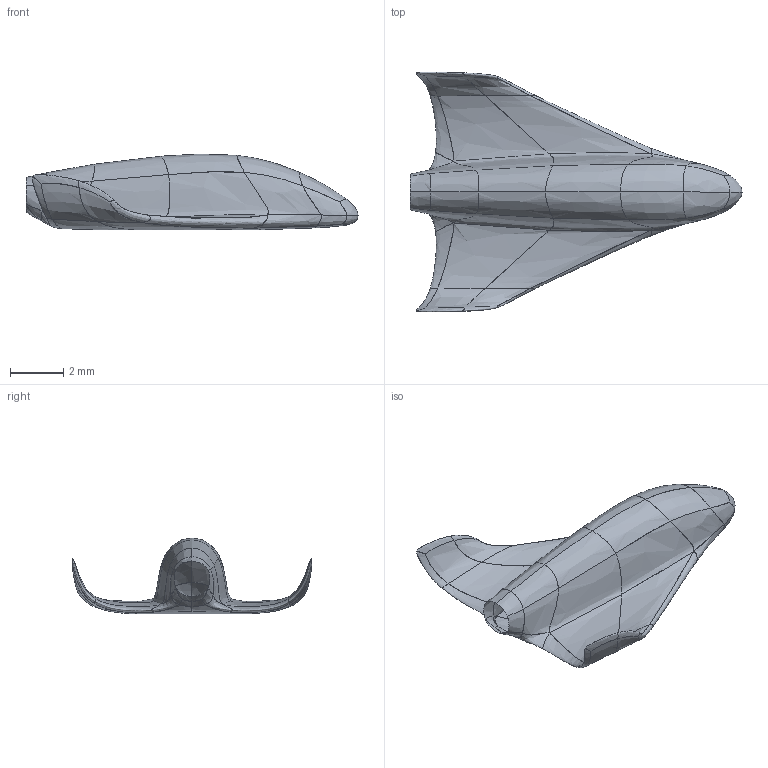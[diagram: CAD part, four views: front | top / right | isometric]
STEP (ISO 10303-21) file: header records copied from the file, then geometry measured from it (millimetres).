
FILE_DESCRIPTION(/* description */ (''),/* implementation_level */ '2;1');
FILE_NAME(/* name */ 'spaceship',/* time_stamp */ '2025-05-14T13:51:36+02:00',/* author */ (''),/* organization */ (''),/* preprocessor_version */ 'ST-DEVELOPER v19.2',/* originating_system */ 'Rhino 8.16',/* authorisation */ '');
FILE_SCHEMA (('AUTOMOTIVE_DESIGN'));
Length unit declared in the file: millimetre
Products named in the file (79): Document081; Document; Document001; Document002; Document003; Document004; Document005; Document006; Document007; Document008; Document009; Document010; Document011; Document012; Document013; Document014; Document015; Document016; Document017; Document018; Document019; Document020; Document021; Document022; Document023; Document024; Document025; Document026; Document027; Document028; Document029; Document030; Document031; Document032; Document033; Document034; Document035; Document036; Document037; Document038 ...
Bounding box: 12.48 x 9.01 x 2.86 mm (x, y, z)
Surface area: 177.6 mm2 (no closed solid volume)
Topology: 0 solids, 78 shells, 78 faces, 312 edges, 312 vertices
Faces by surface type: bspline 78
Entity records: 25291 total; most frequent: CARTESIAN_POINT 20593, DIRECTION 470, ORIENTED_EDGE 312, EDGE_CURVE 312, B_SPLINE_CURVE_WITH_KNOTS 312, VERTEX_POINT 312, AXIS2_PLACEMENT_3D 235, PRODUCT_DEFINITION_SHAPE 157
